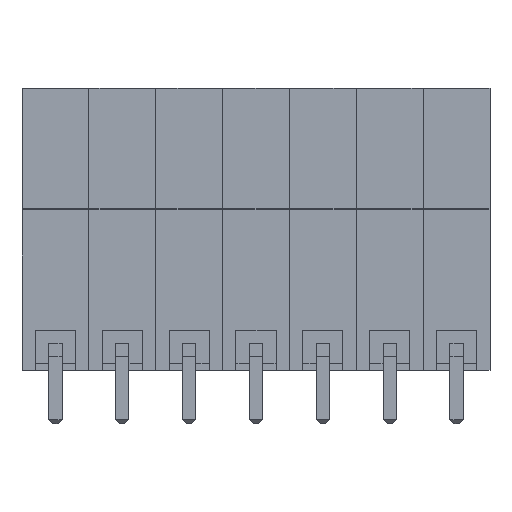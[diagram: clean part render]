
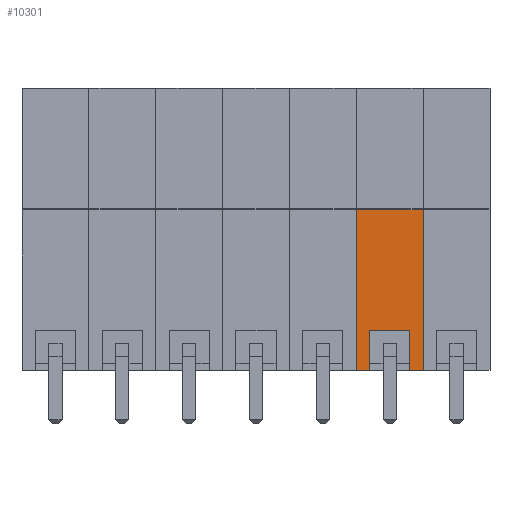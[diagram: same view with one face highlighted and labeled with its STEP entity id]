
A CAD part, left-side view. The second image highlights one B-rep face of the part: STEP entity #10301.
In plain terms, the highlighted planar face has unit normal (-1, 0, 0).
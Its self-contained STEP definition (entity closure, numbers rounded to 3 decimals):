
#9258 = VERTEX_POINT('',#9259);
#9259 = CARTESIAN_POINT('',(-4.,7.5,0.));
#9268 = PLANE('',#9269);
#9269 = AXIS2_PLACEMENT_3D('',#9270,#9271,#9272);
#9270 = CARTESIAN_POINT('',(-4.,7.5,0.));
#9271 = DIRECTION('',(0.,0.,1.));
#9272 = DIRECTION('',(1.,0.,0.));
#9280 = PLANE('',#9281);
#9281 = AXIS2_PLACEMENT_3D('',#9282,#9283,#9284);
#9282 = CARTESIAN_POINT('',(-4.,7.5,0.));
#9283 = DIRECTION('',(0.,1.,0.));
#9284 = DIRECTION('',(0.,0.,1.));
#9292 = EDGE_CURVE('',#9258,#9293,#9295,.T.);
#9293 = VERTEX_POINT('',#9294);
#9294 = CARTESIAN_POINT('',(-4.,6.5,0.));
#9295 = SURFACE_CURVE('',#9296,(#9300,#9307),.PCURVE_S1.);
#9296 = LINE('',#9297,#9298);
#9297 = CARTESIAN_POINT('',(-4.,7.5,0.));
#9298 = VECTOR('',#9299,1.);
#9299 = DIRECTION('',(0.,-1.,0.));
#9300 = PCURVE('',#9268,#9301);
#9301 = DEFINITIONAL_REPRESENTATION('',(#9302),#9306);
#9302 = LINE('',#9303,#9304);
#9303 = CARTESIAN_POINT('',(0.,0.));
#9304 = VECTOR('',#9305,1.);
#9305 = DIRECTION('',(0.,-1.));
#9306 = ( GEOMETRIC_REPRESENTATION_CONTEXT(2) 
PARAMETRIC_REPRESENTATION_CONTEXT() REPRESENTATION_CONTEXT('2D SPACE',''
  ) );
#9307 = PCURVE('',#9308,#9313);
#9308 = PLANE('',#9309);
#9309 = AXIS2_PLACEMENT_3D('',#9310,#9311,#9312);
#9310 = CARTESIAN_POINT('',(-4.,7.5,12.));
#9311 = DIRECTION('',(1.,0.,0.));
#9312 = DIRECTION('',(0.,0.,-1.));
#9313 = DEFINITIONAL_REPRESENTATION('',(#9314),#9318);
#9314 = LINE('',#9315,#9316);
#9315 = CARTESIAN_POINT('',(12.,0.));
#9316 = VECTOR('',#9317,1.);
#9317 = DIRECTION('',(0.,-1.));
#9318 = ( GEOMETRIC_REPRESENTATION_CONTEXT(2) 
PARAMETRIC_REPRESENTATION_CONTEXT() REPRESENTATION_CONTEXT('2D SPACE',''
  ) );
#9336 = PLANE('',#9337);
#9337 = AXIS2_PLACEMENT_3D('',#9338,#9339,#9340);
#9338 = CARTESIAN_POINT('',(-4.,6.5,0.));
#9339 = DIRECTION('',(0.,-1.,0.));
#9340 = DIRECTION('',(0.,0.,1.));
#9433 = VERTEX_POINT('',#9434);
#9434 = CARTESIAN_POINT('',(-4.,3.5,0.));
#9448 = PLANE('',#9449);
#9449 = AXIS2_PLACEMENT_3D('',#9450,#9451,#9452);
#9450 = CARTESIAN_POINT('',(-4.,3.5,3.));
#9451 = DIRECTION('',(0.,1.,0.));
#9452 = DIRECTION('',(0.,0.,-1.));
#9460 = EDGE_CURVE('',#9433,#9461,#9463,.T.);
#9461 = VERTEX_POINT('',#9462);
#9462 = CARTESIAN_POINT('',(-4.,2.5,0.));
#9463 = SURFACE_CURVE('',#9464,(#9468,#9475),.PCURVE_S1.);
#9464 = LINE('',#9465,#9466);
#9465 = CARTESIAN_POINT('',(-4.,7.5,0.));
#9466 = VECTOR('',#9467,1.);
#9467 = DIRECTION('',(0.,-1.,0.));
#9468 = PCURVE('',#9268,#9469);
#9469 = DEFINITIONAL_REPRESENTATION('',(#9470),#9474);
#9470 = LINE('',#9471,#9472);
#9471 = CARTESIAN_POINT('',(0.,0.));
#9472 = VECTOR('',#9473,1.);
#9473 = DIRECTION('',(0.,-1.));
#9474 = ( GEOMETRIC_REPRESENTATION_CONTEXT(2) 
PARAMETRIC_REPRESENTATION_CONTEXT() REPRESENTATION_CONTEXT('2D SPACE',''
  ) );
#9475 = PCURVE('',#9308,#9476);
#9476 = DEFINITIONAL_REPRESENTATION('',(#9477),#9481);
#9477 = LINE('',#9478,#9479);
#9478 = CARTESIAN_POINT('',(12.,0.));
#9479 = VECTOR('',#9480,1.);
#9480 = DIRECTION('',(0.,-1.));
#9481 = ( GEOMETRIC_REPRESENTATION_CONTEXT(2) 
PARAMETRIC_REPRESENTATION_CONTEXT() REPRESENTATION_CONTEXT('2D SPACE',''
  ) );
#9499 = PLANE('',#9500);
#9500 = AXIS2_PLACEMENT_3D('',#9501,#9502,#9503);
#9501 = CARTESIAN_POINT('',(-4.,2.5,0.));
#9502 = DIRECTION('',(0.,1.,0.));
#9503 = DIRECTION('',(0.,0.,1.));
#9541 = EDGE_CURVE('',#9542,#9258,#9544,.T.);
#9542 = VERTEX_POINT('',#9543);
#9543 = CARTESIAN_POINT('',(-4.,7.5,12.));
#9544 = SURFACE_CURVE('',#9545,(#9549,#9556),.PCURVE_S1.);
#9545 = LINE('',#9546,#9547);
#9546 = CARTESIAN_POINT('',(-4.,7.5,12.));
#9547 = VECTOR('',#9548,1.);
#9548 = DIRECTION('',(0.,0.,-1.));
#9549 = PCURVE('',#9280,#9550);
#9550 = DEFINITIONAL_REPRESENTATION('',(#9551),#9555);
#9551 = LINE('',#9552,#9553);
#9552 = CARTESIAN_POINT('',(12.,0.));
#9553 = VECTOR('',#9554,1.);
#9554 = DIRECTION('',(-1.,0.));
#9555 = ( GEOMETRIC_REPRESENTATION_CONTEXT(2) 
PARAMETRIC_REPRESENTATION_CONTEXT() REPRESENTATION_CONTEXT('2D SPACE',''
  ) );
#9556 = PCURVE('',#9308,#9557);
#9557 = DEFINITIONAL_REPRESENTATION('',(#9558),#9562);
#9558 = LINE('',#9559,#9560);
#9559 = CARTESIAN_POINT('',(0.,0.));
#9560 = VECTOR('',#9561,1.);
#9561 = DIRECTION('',(1.,0.));
#9562 = ( GEOMETRIC_REPRESENTATION_CONTEXT(2) 
PARAMETRIC_REPRESENTATION_CONTEXT() REPRESENTATION_CONTEXT('2D SPACE',''
  ) );
#9580 = PLANE('',#9581);
#9581 = AXIS2_PLACEMENT_3D('',#9582,#9583,#9584);
#9582 = CARTESIAN_POINT('',(-3.,7.5,12.));
#9583 = DIRECTION('',(0.,0.,-1.));
#9584 = DIRECTION('',(-1.,0.,0.));
#9974 = EDGE_CURVE('',#9975,#9461,#9977,.T.);
#9975 = VERTEX_POINT('',#9976);
#9976 = CARTESIAN_POINT('',(-4.,2.5,12.));
#9977 = SURFACE_CURVE('',#9978,(#9982,#9989),.PCURVE_S1.);
#9978 = LINE('',#9979,#9980);
#9979 = CARTESIAN_POINT('',(-4.,2.5,12.));
#9980 = VECTOR('',#9981,1.);
#9981 = DIRECTION('',(0.,0.,-1.));
#9982 = PCURVE('',#9499,#9983);
#9983 = DEFINITIONAL_REPRESENTATION('',(#9984),#9988);
#9984 = LINE('',#9985,#9986);
#9985 = CARTESIAN_POINT('',(12.,0.));
#9986 = VECTOR('',#9987,1.);
#9987 = DIRECTION('',(-1.,0.));
#9988 = ( GEOMETRIC_REPRESENTATION_CONTEXT(2) 
PARAMETRIC_REPRESENTATION_CONTEXT() REPRESENTATION_CONTEXT('2D SPACE',''
  ) );
#9989 = PCURVE('',#9308,#9990);
#9990 = DEFINITIONAL_REPRESENTATION('',(#9991),#9995);
#9991 = LINE('',#9992,#9993);
#9992 = CARTESIAN_POINT('',(0.,-5.));
#9993 = VECTOR('',#9994,1.);
#9994 = DIRECTION('',(1.,0.));
#9995 = ( GEOMETRIC_REPRESENTATION_CONTEXT(2) 
PARAMETRIC_REPRESENTATION_CONTEXT() REPRESENTATION_CONTEXT('2D SPACE',''
  ) );
#10301 = ADVANCED_FACE('',(#10302),#9308,.F.);
#10302 = FACE_BOUND('',#10303,.F.);
#10303 = EDGE_LOOP('',(#10304,#10305,#10326,#10327,#10328,#10351,#10379,
    #10400));
#10304 = ORIENTED_EDGE('',*,*,#9541,.F.);
#10305 = ORIENTED_EDGE('',*,*,#10306,.T.);
#10306 = EDGE_CURVE('',#9542,#9975,#10307,.T.);
#10307 = SURFACE_CURVE('',#10308,(#10312,#10319),.PCURVE_S1.);
#10308 = LINE('',#10309,#10310);
#10309 = CARTESIAN_POINT('',(-4.,7.5,12.));
#10310 = VECTOR('',#10311,1.);
#10311 = DIRECTION('',(0.,-1.,0.));
#10312 = PCURVE('',#9308,#10313);
#10313 = DEFINITIONAL_REPRESENTATION('',(#10314),#10318);
#10314 = LINE('',#10315,#10316);
#10315 = CARTESIAN_POINT('',(0.,0.));
#10316 = VECTOR('',#10317,1.);
#10317 = DIRECTION('',(0.,-1.));
#10318 = ( GEOMETRIC_REPRESENTATION_CONTEXT(2) 
PARAMETRIC_REPRESENTATION_CONTEXT() REPRESENTATION_CONTEXT('2D SPACE',''
  ) );
#10319 = PCURVE('',#9580,#10320);
#10320 = DEFINITIONAL_REPRESENTATION('',(#10321),#10325);
#10321 = LINE('',#10322,#10323);
#10322 = CARTESIAN_POINT('',(1.,0.));
#10323 = VECTOR('',#10324,1.);
#10324 = DIRECTION('',(0.,-1.));
#10325 = ( GEOMETRIC_REPRESENTATION_CONTEXT(2) 
PARAMETRIC_REPRESENTATION_CONTEXT() REPRESENTATION_CONTEXT('2D SPACE',''
  ) );
#10326 = ORIENTED_EDGE('',*,*,#9974,.T.);
#10327 = ORIENTED_EDGE('',*,*,#9460,.F.);
#10328 = ORIENTED_EDGE('',*,*,#10329,.F.);
#10329 = EDGE_CURVE('',#10330,#9433,#10332,.T.);
#10330 = VERTEX_POINT('',#10331);
#10331 = CARTESIAN_POINT('',(-4.,3.5,3.));
#10332 = SURFACE_CURVE('',#10333,(#10337,#10344),.PCURVE_S1.);
#10333 = LINE('',#10334,#10335);
#10334 = CARTESIAN_POINT('',(-4.,3.5,3.));
#10335 = VECTOR('',#10336,1.);
#10336 = DIRECTION('',(0.,0.,-1.));
#10337 = PCURVE('',#9308,#10338);
#10338 = DEFINITIONAL_REPRESENTATION('',(#10339),#10343);
#10339 = LINE('',#10340,#10341);
#10340 = CARTESIAN_POINT('',(9.,-4.));
#10341 = VECTOR('',#10342,1.);
#10342 = DIRECTION('',(1.,0.));
#10343 = ( GEOMETRIC_REPRESENTATION_CONTEXT(2) 
PARAMETRIC_REPRESENTATION_CONTEXT() REPRESENTATION_CONTEXT('2D SPACE',''
  ) );
#10344 = PCURVE('',#9448,#10345);
#10345 = DEFINITIONAL_REPRESENTATION('',(#10346),#10350);
#10346 = LINE('',#10347,#10348);
#10347 = CARTESIAN_POINT('',(0.,0.));
#10348 = VECTOR('',#10349,1.);
#10349 = DIRECTION('',(1.,0.));
#10350 = ( GEOMETRIC_REPRESENTATION_CONTEXT(2) 
PARAMETRIC_REPRESENTATION_CONTEXT() REPRESENTATION_CONTEXT('2D SPACE',''
  ) );
#10351 = ORIENTED_EDGE('',*,*,#10352,.F.);
#10352 = EDGE_CURVE('',#10353,#10330,#10355,.T.);
#10353 = VERTEX_POINT('',#10354);
#10354 = CARTESIAN_POINT('',(-4.,6.5,3.));
#10355 = SURFACE_CURVE('',#10356,(#10360,#10367),.PCURVE_S1.);
#10356 = LINE('',#10357,#10358);
#10357 = CARTESIAN_POINT('',(-4.,6.5,3.));
#10358 = VECTOR('',#10359,1.);
#10359 = DIRECTION('',(0.,-1.,0.));
#10360 = PCURVE('',#9308,#10361);
#10361 = DEFINITIONAL_REPRESENTATION('',(#10362),#10366);
#10362 = LINE('',#10363,#10364);
#10363 = CARTESIAN_POINT('',(9.,-1.));
#10364 = VECTOR('',#10365,1.);
#10365 = DIRECTION('',(0.,-1.));
#10366 = ( GEOMETRIC_REPRESENTATION_CONTEXT(2) 
PARAMETRIC_REPRESENTATION_CONTEXT() REPRESENTATION_CONTEXT('2D SPACE',''
  ) );
#10367 = PCURVE('',#10368,#10373);
#10368 = PLANE('',#10369);
#10369 = AXIS2_PLACEMENT_3D('',#10370,#10371,#10372);
#10370 = CARTESIAN_POINT('',(-4.,6.5,3.));
#10371 = DIRECTION('',(0.,0.,-1.));
#10372 = DIRECTION('',(0.,-1.,0.));
#10373 = DEFINITIONAL_REPRESENTATION('',(#10374),#10378);
#10374 = LINE('',#10375,#10376);
#10375 = CARTESIAN_POINT('',(0.,0.));
#10376 = VECTOR('',#10377,1.);
#10377 = DIRECTION('',(1.,0.));
#10378 = ( GEOMETRIC_REPRESENTATION_CONTEXT(2) 
PARAMETRIC_REPRESENTATION_CONTEXT() REPRESENTATION_CONTEXT('2D SPACE',''
  ) );
#10379 = ORIENTED_EDGE('',*,*,#10380,.F.);
#10380 = EDGE_CURVE('',#9293,#10353,#10381,.T.);
#10381 = SURFACE_CURVE('',#10382,(#10386,#10393),.PCURVE_S1.);
#10382 = LINE('',#10383,#10384);
#10383 = CARTESIAN_POINT('',(-4.,6.5,0.));
#10384 = VECTOR('',#10385,1.);
#10385 = DIRECTION('',(0.,0.,1.));
#10386 = PCURVE('',#9308,#10387);
#10387 = DEFINITIONAL_REPRESENTATION('',(#10388),#10392);
#10388 = LINE('',#10389,#10390);
#10389 = CARTESIAN_POINT('',(12.,-1.));
#10390 = VECTOR('',#10391,1.);
#10391 = DIRECTION('',(-1.,0.));
#10392 = ( GEOMETRIC_REPRESENTATION_CONTEXT(2) 
PARAMETRIC_REPRESENTATION_CONTEXT() REPRESENTATION_CONTEXT('2D SPACE',''
  ) );
#10393 = PCURVE('',#9336,#10394);
#10394 = DEFINITIONAL_REPRESENTATION('',(#10395),#10399);
#10395 = LINE('',#10396,#10397);
#10396 = CARTESIAN_POINT('',(0.,0.));
#10397 = VECTOR('',#10398,1.);
#10398 = DIRECTION('',(1.,0.));
#10399 = ( GEOMETRIC_REPRESENTATION_CONTEXT(2) 
PARAMETRIC_REPRESENTATION_CONTEXT() REPRESENTATION_CONTEXT('2D SPACE',''
  ) );
#10400 = ORIENTED_EDGE('',*,*,#9292,.F.);
